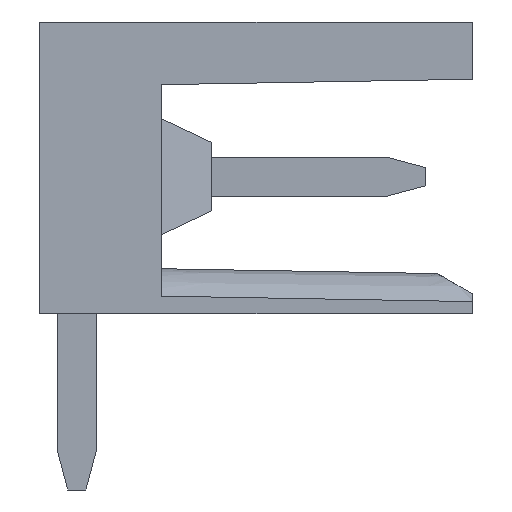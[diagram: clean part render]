
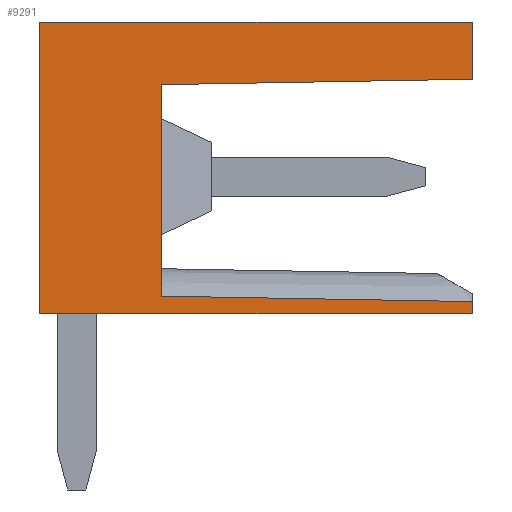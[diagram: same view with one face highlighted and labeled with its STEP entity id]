
A CAD part, left-side view. The second image highlights one B-rep face of the part: STEP entity #9291.
In plain terms, the highlighted planar face has unit normal (-1, 0, 0).
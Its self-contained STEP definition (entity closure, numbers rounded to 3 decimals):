
#9262=AXIS2_PLACEMENT_3D('Plane Axis2P3D',#9259,#9260,#9261) ;
#549=CARTESIAN_POINT('Vertex',(0.,11.05,11.95)) ;
#552=CARTESIAN_POINT('Line Origine',(0.,5.525,11.95)) ;
#556=CARTESIAN_POINT('Vertex',(0.,0.,11.95)) ;
#1404=CARTESIAN_POINT('Vertex',(0.,7.95,10.35)) ;
#1407=CARTESIAN_POINT('Line Origine',(0.,7.95,7.65)) ;
#1411=CARTESIAN_POINT('Vertex',(0.,7.95,4.95)) ;
#2594=CARTESIAN_POINT('Vertex',(0.,11.05,4.5)) ;
#2597=CARTESIAN_POINT('Line Origine',(0.,11.05,8.225)) ;
#5394=CARTESIAN_POINT('Vertex',(0.,0.,4.811)) ;
#5397=CARTESIAN_POINT('Line Origine',(0.,0.,4.656)) ;
#5401=CARTESIAN_POINT('Vertex',(0.,0.,4.5)) ;
#5462=CARTESIAN_POINT('Line Origine',(0.,5.525,4.5)) ;
#9259=CARTESIAN_POINT('Axis2P3D Location',(0.,0.,1.3)) ;
#9264=CARTESIAN_POINT('Line Origine',(0.,0.,11.219)) ;
#9268=CARTESIAN_POINT('Vertex',(0.,0.,10.489)) ;
#9271=CARTESIAN_POINT('Line Origine',(0.,3.975,4.881)) ;
#9276=CARTESIAN_POINT('Line Origine',(0.,3.975,10.419)) ;
#553=DIRECTION('Vector Direction',(0.,-1.,0.)) ;
#1408=DIRECTION('Vector Direction',(0.,0.,1.)) ;
#2598=DIRECTION('Vector Direction',(0.,0.,1.)) ;
#5398=DIRECTION('Vector Direction',(0.,0.,-1.)) ;
#5463=DIRECTION('Vector Direction',(0.,1.,0.)) ;
#9260=DIRECTION('Axis2P3D Direction',(-1.,0.,0.)) ;
#9261=DIRECTION('Axis2P3D XDirection',(0.,-1.,0.)) ;
#9265=DIRECTION('Vector Direction',(0.,0.,-1.)) ;
#9272=DIRECTION('Vector Direction',(0.,1.,0.017)) ;
#9277=DIRECTION('Vector Direction',(0.,1.,-0.017)) ;
#554=VECTOR('Line Direction',#553,1.) ;
#1409=VECTOR('Line Direction',#1408,1.) ;
#2599=VECTOR('Line Direction',#2598,1.) ;
#5399=VECTOR('Line Direction',#5398,1.) ;
#5464=VECTOR('Line Direction',#5463,1.) ;
#9266=VECTOR('Line Direction',#9265,1.) ;
#9273=VECTOR('Line Direction',#9272,1.) ;
#9278=VECTOR('Line Direction',#9277,1.) ;
#9282=ORIENTED_EDGE('',*,*,#9270,.T.) ;
#9283=ORIENTED_EDGE('',*,*,#558,.T.) ;
#9284=ORIENTED_EDGE('',*,*,#2601,.T.) ;
#9285=ORIENTED_EDGE('',*,*,#5466,.T.) ;
#9286=ORIENTED_EDGE('',*,*,#5403,.T.) ;
#9287=ORIENTED_EDGE('',*,*,#9275,.F.) ;
#9288=ORIENTED_EDGE('',*,*,#1413,.F.) ;
#9289=ORIENTED_EDGE('',*,*,#9280,.F.) ;
#9291=ADVANCED_FACE('HOUSING',(#9290),#9263,.T.) ;
#558=EDGE_CURVE('',#557,#550,#555,.F.) ;
#1413=EDGE_CURVE('',#1405,#1412,#1410,.F.) ;
#2601=EDGE_CURVE('',#550,#2595,#2600,.F.) ;
#5403=EDGE_CURVE('',#5402,#5395,#5400,.F.) ;
#5466=EDGE_CURVE('',#2595,#5402,#5465,.F.) ;
#9270=EDGE_CURVE('',#9269,#557,#9267,.F.) ;
#9275=EDGE_CURVE('',#1412,#5395,#9274,.F.) ;
#9280=EDGE_CURVE('',#9269,#1405,#9279,.T.) ;
#9281=EDGE_LOOP('',(#9282,#9283,#9284,#9285,#9286,#9287,#9288,#9289)) ;
#9290=FACE_OUTER_BOUND('',#9281,.T.) ;
#555=LINE('Line',#552,#554) ;
#1410=LINE('Line',#1407,#1409) ;
#2600=LINE('Line',#2597,#2599) ;
#5400=LINE('Line',#5397,#5399) ;
#5465=LINE('Line',#5462,#5464) ;
#9267=LINE('Line',#9264,#9266) ;
#9274=LINE('Line',#9271,#9273) ;
#9279=LINE('Line',#9276,#9278) ;
#9263=PLANE('',#9262) ;
#550=VERTEX_POINT('',#549) ;
#557=VERTEX_POINT('',#556) ;
#1405=VERTEX_POINT('',#1404) ;
#1412=VERTEX_POINT('',#1411) ;
#2595=VERTEX_POINT('',#2594) ;
#5395=VERTEX_POINT('',#5394) ;
#5402=VERTEX_POINT('',#5401) ;
#9269=VERTEX_POINT('',#9268) ;
